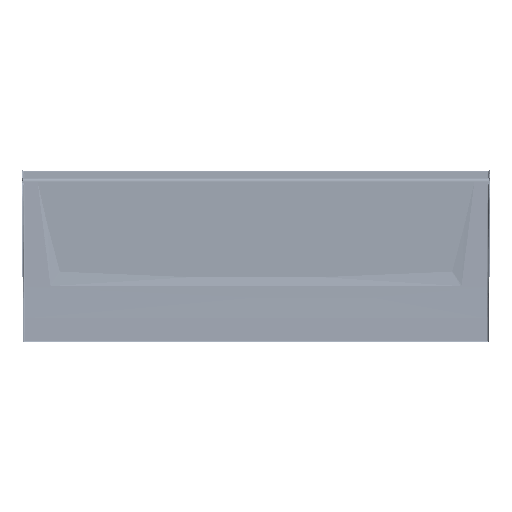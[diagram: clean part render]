
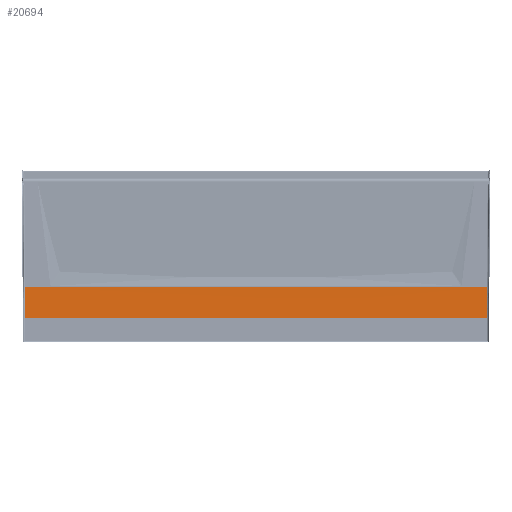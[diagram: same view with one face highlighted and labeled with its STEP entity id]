
A CAD part, top view. The second image highlights one B-rep face of the part: STEP entity #20694.
In plain terms, the highlighted free-form (B-spline) face has degree [3, 3] with [7, 6] control points.
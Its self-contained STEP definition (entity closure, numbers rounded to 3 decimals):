
#2282 = VERTEX_POINT ( 'NONE', #363901 ) ;
#2892 = ORIENTED_EDGE ( 'NONE', *, *, #4068, .T. ) ;
#4068 = EDGE_CURVE ( 'NONE', #343708, #377606, #161526, .T. ) ;
#5879 = CARTESIAN_POINT ( 'NONE',  ( -51.067, -0.757, 18.966 ) ) ;
#13691 = CARTESIAN_POINT ( 'NONE',  ( -51.253, -0.59, 18.97 ) ) ;
#14029 = CARTESIAN_POINT ( 'NONE',  ( -31.34, -1.928, 18.993 ) ) ;
#20694 = ADVANCED_FACE ( 'NONE', ( #48114 ), #213087, .T. ) ;
#22689 = CARTESIAN_POINT ( 'NONE',  ( 8.29, -1.482, 18.985 ) ) ;
#27210 = CARTESIAN_POINT ( 'NONE',  ( 3.328, -1.482, 18.985 ) ) ;
#27685 = CARTESIAN_POINT ( 'NONE',  ( 8.113, 0.412, 18.909 ) ) ;
#29468 = CARTESIAN_POINT ( 'NONE',  ( -21.48, -0.59, 18.97 ) ) ;
#31724 = CARTESIAN_POINT ( 'NONE',  ( -6.588, 2.083, 18.861 ) ) ;
#35612 = CARTESIAN_POINT ( 'NONE',  ( -11.613, 2.083, 18.861 ) ) ;
#38032 = CARTESIAN_POINT ( 'NONE',  ( -51.073, 0.746, 18.894 ) ) ;
#48114 = FACE_OUTER_BOUND ( 'NONE', #359639, .T. ) ;
#55345 = CARTESIAN_POINT ( 'NONE',  ( 8.111, -0.089, 18.936 ) ) ;
#57134 = CARTESIAN_POINT ( 'NONE',  ( -46.287, -1.482, 18.985 ) ) ;
#61647 = CARTESIAN_POINT ( 'NONE',  ( -36.37, 1.637, 18.868 ) ) ;
#62114 = CARTESIAN_POINT ( 'NONE',  ( 8.114, 0.746, 18.894 ) ) ;
#64385 = CARTESIAN_POINT ( 'NONE',  ( 8.115, 0.913, 18.888 ) ) ;
#66172 = CARTESIAN_POINT ( 'NONE',  ( 8.302, 1.637, 18.868 ) ) ;
#72496 = CARTESIAN_POINT ( 'NONE',  ( -51.07, -0.089, 18.936 ) ) ;
#89656 = CARTESIAN_POINT ( 'NONE',  ( -51.062, -1.928, 18.993 ) ) ;
#91597 = CARTESIAN_POINT ( 'NONE',  ( -46.285, -1.928, 18.993 ) ) ;
#96009 = B_SPLINE_CURVE_WITH_KNOTS ( 'NONE', 3,
 ( #434023, #126314, #14029, #89656 ),
 .UNSPECIFIED., .F., .F.,
 ( 4, 4 ),
 ( 0.003, 0.997 ),
 .UNSPECIFIED. ) ;
#99057 = ORIENTED_EDGE ( 'NONE', *, *, #374360, .F. ) ;
#104935 = ORIENTED_EDGE ( 'NONE', *, *, #112119, .T. ) ;
#112119 = EDGE_CURVE ( 'NONE', #130902, #2282, #162893, .T. ) ;
#116697 = CARTESIAN_POINT ( 'NONE',  ( -51.062, -1.928, 18.993 ) ) ;
#126314 = CARTESIAN_POINT ( 'NONE',  ( -11.619, -1.928, 18.993 ) ) ;
#126465 = CARTESIAN_POINT ( 'NONE',  ( 8.11, -0.256, 18.944 ) ) ;
#128247 = CARTESIAN_POINT ( 'NONE',  ( -6.592, 0.746, 18.884 ) ) ;
#130521 = CARTESIAN_POINT ( 'NONE',  ( 3.332, -0.59, 18.97 ) ) ;
#130561 = CARTESIAN_POINT ( 'NONE',  ( -51.079, 2.083, 18.861 ) ) ;
#130902 = VERTEX_POINT ( 'NONE', #206485 ) ;
#151907 = ORIENTED_EDGE ( 'NONE', *, *, #280040, .F. ) ;
#161526 = B_SPLINE_CURVE_WITH_KNOTS ( 'NONE', 3,
 ( #130561, #270457, #201597, #341661, #38032, #384604, #285770, #72496, #324776, #184768, #5879, #352433, #283507, #214645 ),
 .UNSPECIFIED., .F., .F.,
 ( 4, 2, 2, 2, 2, 2, 4 ),
 ( 0., 0.025, 0.038, 0.051, 0.064, 0.076, 0.102 ),
 .UNSPECIFIED. ) ;
#162654 = CARTESIAN_POINT ( 'NONE',  ( 8.304, 2.083, 18.861 ) ) ;
#162893 = B_SPLINE_CURVE_WITH_KNOTS ( 'NONE', 3,
 ( #236411, #266369, #438658, #229641, #413242, #126465, #55345, #408713, #27685, #62114, #64385, #378788, #406444, #197527 ),
 .UNSPECIFIED., .F., .F.,
 ( 4, 2, 2, 2, 2, 2, 4 ),
 ( 0., 0.025, 0.038, 0.051, 0.064, 0.076, 0.102 ),
 .UNSPECIFIED. ) ;
#167179 = CARTESIAN_POINT ( 'NONE',  ( 8.294, -0.59, 18.97 ) ) ;
#184768 = CARTESIAN_POINT ( 'NONE',  ( -51.068, -0.59, 18.96 ) ) ;
#188070 = CARTESIAN_POINT ( 'NONE',  ( -51.249, -1.482, 18.985 ) ) ;
#197053 = CARTESIAN_POINT ( 'NONE',  ( -6.589, 1.637, 18.868 ) ) ;
#197527 = CARTESIAN_POINT ( 'NONE',  ( 8.12, 2.083, 18.861 ) ) ;
#199459 = B_SPLINE_CURVE_WITH_KNOTS ( 'NONE', 3,
 ( #384434, #287870, #35612, #315532 ),
 .UNSPECIFIED., .F., .F.,
 ( 4, 4 ),
 ( 0.003, 0.997 ),
 .UNSPECIFIED. ) ;
#201554 = CARTESIAN_POINT ( 'NONE',  ( -36.365, -1.482, 18.985 ) ) ;
#201597 = CARTESIAN_POINT ( 'NONE',  ( -51.076, 1.414, 18.872 ) ) ;
#206069 = CARTESIAN_POINT ( 'NONE',  ( -46.294, 0.746, 18.884 ) ) ;
#206485 = CARTESIAN_POINT ( 'NONE',  ( 8.103, -1.928, 18.993 ) ) ;
#213087 = B_SPLINE_SURFACE_WITH_KNOTS ( 'NONE', 3, 3, ( 
 ( #224707, #188070, #13691, #298117, #263653, #403741 ),
 ( #91597, #57134, #272681, #206069, #341622, #337096 ),
 ( #442692, #201554, #376051, #274970, #61647, #231415 ),
 ( #410501, #346134, #29468, #412763, #371520, #415044 ),
 ( #378317, #233686, #304875, #128247, #197053, #31724 ),
 ( #444964, #27210, #130521, #408251, #268154, #265887 ),
 ( #311680, #22689, #167179, #449489, #66172, #162654 ) ),
 .UNSPECIFIED., .F., .F., .F.,
 ( 4, 1, 1, 1, 4 ),
 ( 4, 1, 1, 4 ),
 ( 0., 0.25, 0.5, 0.75, 1. ),
 ( 0., 0.333, 0.667, 1. ),
 .UNSPECIFIED. ) ;
#214645 = CARTESIAN_POINT ( 'NONE',  ( -51.062, -1.928, 18.993 ) ) ;
#224707 = CARTESIAN_POINT ( 'NONE',  ( -51.247, -1.928, 18.993 ) ) ;
#229641 = CARTESIAN_POINT ( 'NONE',  ( 8.108, -0.757, 18.966 ) ) ;
#231415 = CARTESIAN_POINT ( 'NONE',  ( -36.371, 2.083, 18.861 ) ) ;
#233686 = CARTESIAN_POINT ( 'NONE',  ( -6.594, -1.482, 18.985 ) ) ;
#236411 = CARTESIAN_POINT ( 'NONE',  ( 8.103, -1.928, 18.993 ) ) ;
#263653 = CARTESIAN_POINT ( 'NONE',  ( -51.261, 1.637, 18.868 ) ) ;
#265887 = CARTESIAN_POINT ( 'NONE',  ( 3.34, 2.083, 18.861 ) ) ;
#266369 = CARTESIAN_POINT ( 'NONE',  ( 8.105, -1.593, 18.987 ) ) ;
#268154 = CARTESIAN_POINT ( 'NONE',  ( 3.338, 1.637, 18.868 ) ) ;
#270457 = CARTESIAN_POINT ( 'NONE',  ( -51.077, 1.749, 18.866 ) ) ;
#272681 = CARTESIAN_POINT ( 'NONE',  ( -46.291, -0.59, 18.97 ) ) ;
#274970 = CARTESIAN_POINT ( 'NONE',  ( -36.367, 0.746, 18.884 ) ) ;
#280040 = EDGE_CURVE ( 'NONE', #130902, #377606, #96009, .T. ) ;
#283507 = CARTESIAN_POINT ( 'NONE',  ( -51.064, -1.593, 18.987 ) ) ;
#285770 = CARTESIAN_POINT ( 'NONE',  ( -51.071, 0.245, 18.918 ) ) ;
#287870 = CARTESIAN_POINT ( 'NONE',  ( -31.346, 2.083, 18.861 ) ) ;
#298117 = CARTESIAN_POINT ( 'NONE',  ( -51.257, 0.746, 18.884 ) ) ;
#304875 = CARTESIAN_POINT ( 'NONE',  ( -6.591, -0.59, 18.97 ) ) ;
#311680 = CARTESIAN_POINT ( 'NONE',  ( 8.288, -1.928, 18.993 ) ) ;
#315532 = CARTESIAN_POINT ( 'NONE',  ( 8.12, 2.083, 18.861 ) ) ;
#324776 = CARTESIAN_POINT ( 'NONE',  ( -51.069, -0.256, 18.944 ) ) ;
#337096 = CARTESIAN_POINT ( 'NONE',  ( -46.299, 2.083, 18.861 ) ) ;
#341622 = CARTESIAN_POINT ( 'NONE',  ( -46.297, 1.637, 18.868 ) ) ;
#341661 = CARTESIAN_POINT ( 'NONE',  ( -51.074, 0.913, 18.888 ) ) ;
#343708 = VERTEX_POINT ( 'NONE', #374773 ) ;
#346134 = CARTESIAN_POINT ( 'NONE',  ( -21.48, -1.482, 18.985 ) ) ;
#352433 = CARTESIAN_POINT ( 'NONE',  ( -51.065, -1.259, 18.981 ) ) ;
#359639 = EDGE_LOOP ( 'NONE', ( #99057, #2892, #151907, #104935 ) ) ;
#363901 = CARTESIAN_POINT ( 'NONE',  ( 8.12, 2.083, 18.861 ) ) ;
#371520 = CARTESIAN_POINT ( 'NONE',  ( -21.48, 1.637, 18.868 ) ) ;
#374360 = EDGE_CURVE ( 'NONE', #343708, #2282, #199459, .T. ) ;
#374773 = CARTESIAN_POINT ( 'NONE',  ( -51.079, 2.083, 18.861 ) ) ;
#376051 = CARTESIAN_POINT ( 'NONE',  ( -36.368, -0.59, 18.97 ) ) ;
#377606 = VERTEX_POINT ( 'NONE', #116697 ) ;
#378317 = CARTESIAN_POINT ( 'NONE',  ( -6.596, -1.928, 18.993 ) ) ;
#378788 = CARTESIAN_POINT ( 'NONE',  ( 8.117, 1.414, 18.872 ) ) ;
#384434 = CARTESIAN_POINT ( 'NONE',  ( -51.079, 2.083, 18.861 ) ) ;
#384604 = CARTESIAN_POINT ( 'NONE',  ( -51.072, 0.412, 18.909 ) ) ;
#403741 = CARTESIAN_POINT ( 'NONE',  ( -51.263, 2.083, 18.861 ) ) ;
#406444 = CARTESIAN_POINT ( 'NONE',  ( 8.118, 1.749, 18.866 ) ) ;
#408251 = CARTESIAN_POINT ( 'NONE',  ( 3.335, 0.746, 18.884 ) ) ;
#408713 = CARTESIAN_POINT ( 'NONE',  ( 8.112, 0.245, 18.918 ) ) ;
#410501 = CARTESIAN_POINT ( 'NONE',  ( -21.48, -1.928, 18.993 ) ) ;
#412763 = CARTESIAN_POINT ( 'NONE',  ( -21.48, 0.746, 18.884 ) ) ;
#413242 = CARTESIAN_POINT ( 'NONE',  ( 8.109, -0.59, 18.96 ) ) ;
#415044 = CARTESIAN_POINT ( 'NONE',  ( -21.48, 2.083, 18.861 ) ) ;
#434023 = CARTESIAN_POINT ( 'NONE',  ( 8.103, -1.928, 18.993 ) ) ;
#438658 = CARTESIAN_POINT ( 'NONE',  ( 8.106, -1.259, 18.981 ) ) ;
#442692 = CARTESIAN_POINT ( 'NONE',  ( -36.363, -1.928, 18.993 ) ) ;
#444964 = CARTESIAN_POINT ( 'NONE',  ( 3.326, -1.928, 18.993 ) ) ;
#449489 = CARTESIAN_POINT ( 'NONE',  ( 8.298, 0.746, 18.884 ) ) ;
